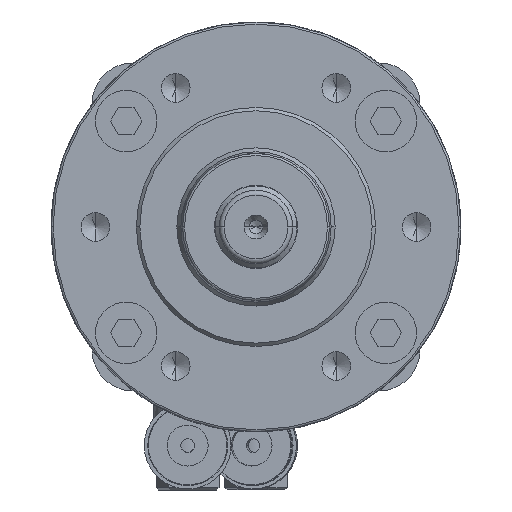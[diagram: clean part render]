
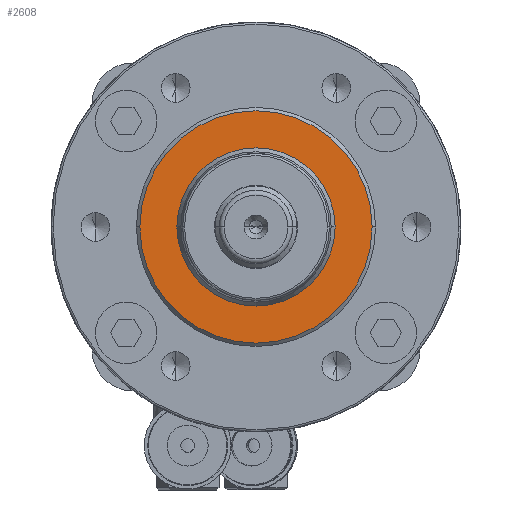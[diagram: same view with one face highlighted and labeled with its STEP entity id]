
A CAD part, front view. The second image highlights one B-rep face of the part: STEP entity #2608.
In plain terms, the highlighted planar face has unit normal (0, -1, 0).
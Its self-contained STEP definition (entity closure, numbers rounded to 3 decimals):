
#606 = EDGE_CURVE ( 'NONE', #1414, #1471, #1583, .T. ) ;
#1132 = CARTESIAN_POINT ( 'NONE',  ( 0., -8., 0. ) ) ;
#1184 = AXIS2_PLACEMENT_3D ( 'NONE', #1132, #6700, #1933 ) ;
#1414 = VERTEX_POINT ( 'NONE', #2988 ) ;
#1471 = VERTEX_POINT ( 'NONE', #9673 ) ;
#1583 = CIRCLE ( 'NONE', #6721, 17. ) ;
#1662 = ORIENTED_EDGE ( 'NONE', *, *, #7874, .T. ) ;
#1888 = AXIS2_PLACEMENT_3D ( 'NONE', #8647, #3906, #9434 ) ;
#1933 = DIRECTION ( 'NONE',  ( -1., 0., 0. ) ) ;
#1946 = DIRECTION ( 'NONE',  ( 0., 1., 0. ) ) ;
#2315 = ORIENTED_EDGE ( 'NONE', *, *, #606, .T. ) ;
#2586 = CARTESIAN_POINT ( 'NONE',  ( 0., -8., 0. ) ) ;
#2608 = ADVANCED_FACE ( 'NONE', ( #5094, #3064 ), #6271, .F. ) ;
#2675 = EDGE_LOOP ( 'NONE', ( #1662, #9324 ) ) ;
#2988 = CARTESIAN_POINT ( 'NONE',  ( 17., -8., 0. ) ) ;
#3064 = FACE_BOUND ( 'NONE', #2675, .T. ) ;
#3906 = DIRECTION ( 'NONE',  ( 0., 1., 0. ) ) ;
#4239 = CIRCLE ( 'NONE', #1888, 11.577 ) ;
#4324 = EDGE_LOOP ( 'NONE', ( #9245, #2315 ) ) ;
#4451 = AXIS2_PLACEMENT_3D ( 'NONE', #6716, #1946, #7500 ) ;
#4720 = CARTESIAN_POINT ( 'NONE',  ( 17.5, -8., 0. ) ) ;
#5094 = FACE_OUTER_BOUND ( 'NONE', #4324, .T. ) ;
#5333 = CARTESIAN_POINT ( 'NONE',  ( -11.577, -8., 0. ) ) ;
#5511 = DIRECTION ( 'NONE',  ( -1., 0., 0. ) ) ;
#5662 = DIRECTION ( 'NONE',  ( -1., 0., 0. ) ) ;
#6271 = PLANE ( 'NONE',  #9265 ) ;
#6300 = EDGE_CURVE ( 'NONE', #1471, #1414, #6969, .T. ) ;
#6553 = EDGE_CURVE ( 'NONE', #7456, #10197, #4239, .T. ) ;
#6700 = DIRECTION ( 'NONE',  ( 0., -1., 0. ) ) ;
#6716 = CARTESIAN_POINT ( 'NONE',  ( 0., -8., 0. ) ) ;
#6721 = AXIS2_PLACEMENT_3D ( 'NONE', #2586, #9540, #5662 ) ;
#6969 = CIRCLE ( 'NONE', #1184, 17. ) ;
#7053 = CIRCLE ( 'NONE', #4451, 11.577 ) ;
#7456 = VERTEX_POINT ( 'NONE', #7720 ) ;
#7500 = DIRECTION ( 'NONE',  ( -1., 0., 0. ) ) ;
#7720 = CARTESIAN_POINT ( 'NONE',  ( 11.577, -8., 0. ) ) ;
#7874 = EDGE_CURVE ( 'NONE', #10197, #7456, #7053, .T. ) ;
#8647 = CARTESIAN_POINT ( 'NONE',  ( 0., -8., 0. ) ) ;
#9245 = ORIENTED_EDGE ( 'NONE', *, *, #6300, .T. ) ;
#9265 = AXIS2_PLACEMENT_3D ( 'NONE', #4720, #10218, #5511 ) ;
#9324 = ORIENTED_EDGE ( 'NONE', *, *, #6553, .T. ) ;
#9434 = DIRECTION ( 'NONE',  ( -1., 0., 0. ) ) ;
#9540 = DIRECTION ( 'NONE',  ( 0., -1., 0. ) ) ;
#9673 = CARTESIAN_POINT ( 'NONE',  ( -17., -8., 0. ) ) ;
#10197 = VERTEX_POINT ( 'NONE', #5333 ) ;
#10218 = DIRECTION ( 'NONE',  ( 0., 1., 0. ) ) ;
